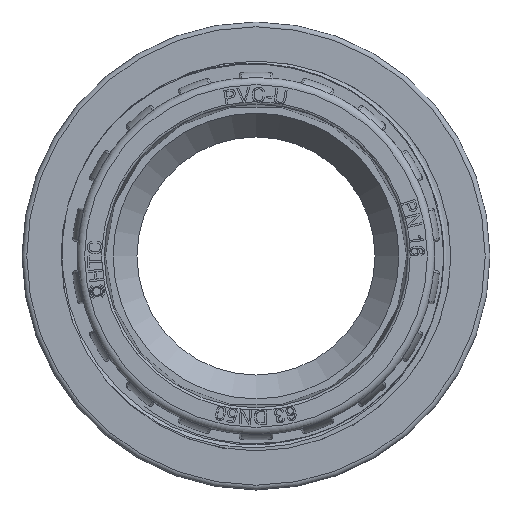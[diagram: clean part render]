
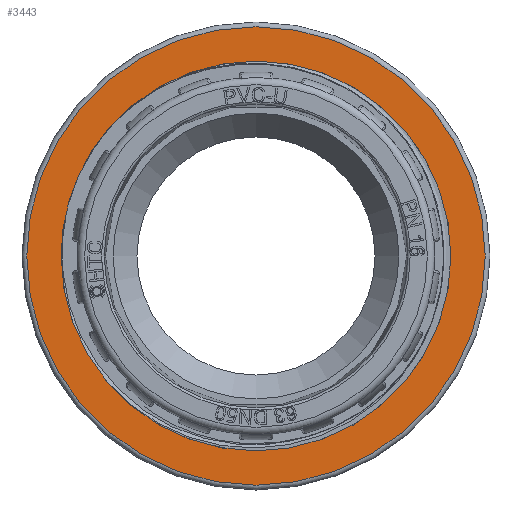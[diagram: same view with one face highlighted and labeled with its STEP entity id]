
A CAD part, front view. The second image highlights one B-rep face of the part: STEP entity #3443.
In plain terms, the highlighted planar face has unit normal (0, -1, 0).
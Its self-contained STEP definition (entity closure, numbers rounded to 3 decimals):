
#3443=ADVANCED_FACE('',(#4743,#4744),#4332,.T.);
#4332=PLANE('',#17093);
#4743=FACE_BOUND('',#4925,.T.);
#4744=FACE_BOUND('',#4926,.T.);
#4925=EDGE_LOOP('',(#7006));
#4926=EDGE_LOOP('',(#7007));
#6011=CIRCLE('',#17090,40.767);
#6012=CIRCLE('',#17092,47.95);
#7006=ORIENTED_EDGE('',*,*,#13491,.T.);
#7007=ORIENTED_EDGE('',*,*,#13490,.T.);
#11784=VERTEX_POINT('',#30368);
#11785=VERTEX_POINT('',#31061);
#13490=EDGE_CURVE('',#11784,#11784,#6011,.T.);
#13491=EDGE_CURVE('',#11785,#11785,#6012,.T.);
#17090=AXIS2_PLACEMENT_3D('',#30367,#18511,#18512);
#17092=AXIS2_PLACEMENT_3D('',#31060,#18515,#18516);
#17093=AXIS2_PLACEMENT_3D('',#31062,#18517,#18518);
#18511=DIRECTION('',(0.,1.,0.));
#18512=DIRECTION('',(-1.,0.,0.));
#18515=DIRECTION('',(0.,-1.,0.));
#18516=DIRECTION('',(-1.,0.,0.));
#18517=DIRECTION('',(0.,-1.,0.));
#18518=DIRECTION('',(-1.,0.,0.));
#30367=CARTESIAN_POINT('',(1431.952,578.244,0.));
#30368=CARTESIAN_POINT('',(1391.185,578.244,0.));
#31060=CARTESIAN_POINT('',(1431.952,578.244,0.));
#31061=CARTESIAN_POINT('',(1384.002,578.244,0.));
#31062=CARTESIAN_POINT('',(1431.952,578.244,0.));
